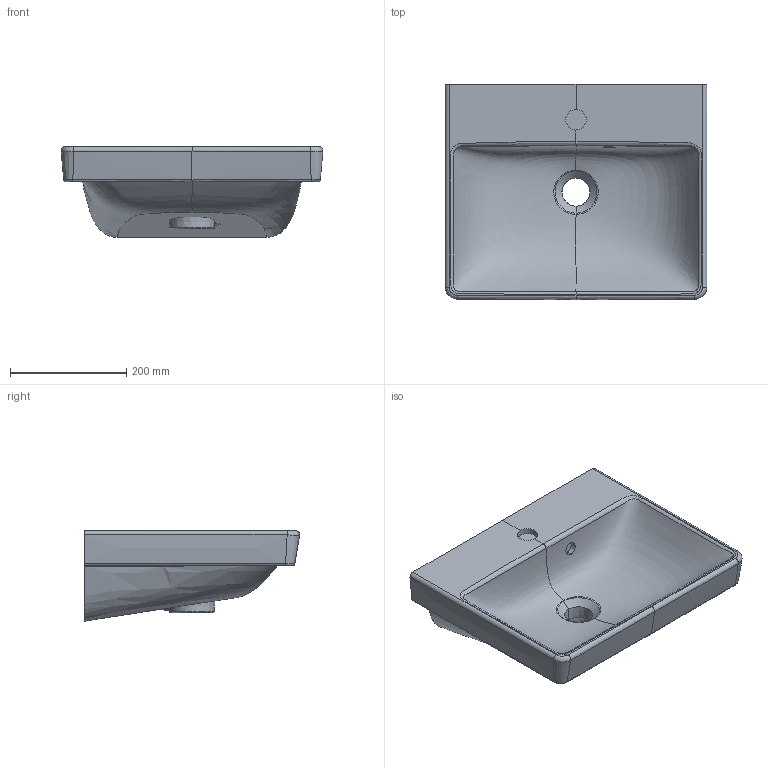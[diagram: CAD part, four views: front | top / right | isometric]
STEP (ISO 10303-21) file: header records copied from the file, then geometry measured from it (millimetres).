
FILE_DESCRIPTION(/* description */ (''),/* implementation_level */ '2;1');
FILE_NAME(/* name */ '735845_Avento_VWB_45.stp',/* time_stamp */ '2018-11-13T14:37:56+01:00',/* author */ (''),/* organization */ (''),/* preprocessor_version */ 'ST-DEVELOPER v16',/* originating_system */ 'SIEMENS PLM Software NX 10.0',/* authorisation */ '');
FILE_SCHEMA (('AUTOMOTIVE_DESIGN { 1 0 10303 214 3 1 1 1 }'));
Length unit declared in the file: millimetre
Products named in the file (1): 735845_Avento_VWB_45
Bounding box: 450 x 369.75 x 155.43 mm (x, y, z)
Volume: 10670753.1 mm3; surface area: 533808.6 mm2
Topology: 1 solids, 1 shells, 84 faces, 212 edges, 131 vertices
Faces by surface type: bspline 55, plane 13, extrusion 8, cylinder 7, cone 1
Full cylindrical faces by diameter (mm): 35 x1
Entity records: 19292 total; most frequent: CARTESIAN_POINT 17760, ORIENTED_EDGE 418, EDGE_CURVE 209, DIRECTION 147, B_SPLINE_CURVE_WITH_KNOTS 133, VERTEX_POINT 130, EDGE_LOOP 89, ADVANCED_FACE 84
